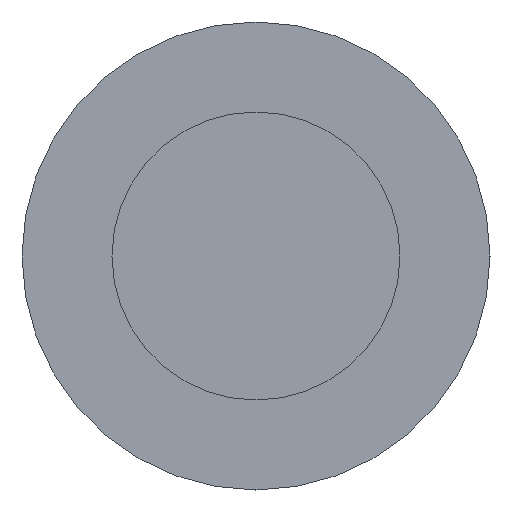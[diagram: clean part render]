
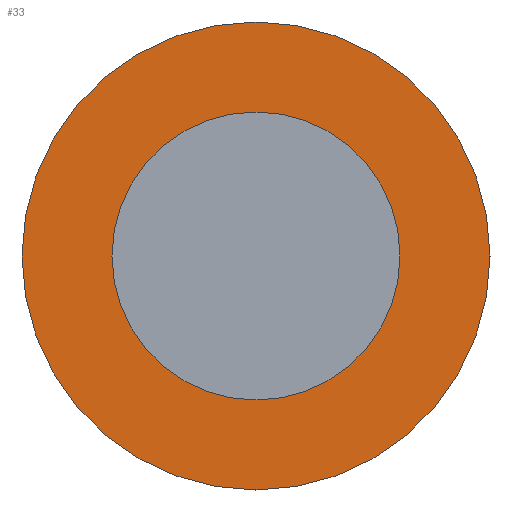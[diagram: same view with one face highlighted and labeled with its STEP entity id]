
A CAD part, left-side view. The second image highlights one B-rep face of the part: STEP entity #33.
In plain terms, the highlighted planar face has unit normal (-1, 0, 0).
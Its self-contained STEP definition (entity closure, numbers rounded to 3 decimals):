
#31 = FACE_BOUND ( 'NONE', #183, .T. ) ;
#33 = ADVANCED_FACE ( 'NONE', ( #31, #331 ), #219, .F. ) ;
#34 = DIRECTION ( 'NONE',  ( -1., 0., 0. ) ) ;
#38 = VERTEX_POINT ( 'NONE', #65 ) ;
#44 = CIRCLE ( 'NONE', #218, 13. ) ;
#65 = CARTESIAN_POINT ( 'NONE',  ( 110.6, 0., -8. ) ) ;
#74 = CARTESIAN_POINT ( 'NONE',  ( 110.6, 0., 0. ) ) ;
#89 = AXIS2_PLACEMENT_3D ( 'NONE', #156, #370, #221 ) ;
#119 = ORIENTED_EDGE ( 'NONE', *, *, #323, .T. ) ;
#123 = DIRECTION ( 'NONE',  ( 1., 0., 0. ) ) ;
#127 = AXIS2_PLACEMENT_3D ( 'NONE', #188, #123, #345 ) ;
#146 = EDGE_CURVE ( 'NONE', #306, #330, #253, .T. ) ;
#156 = CARTESIAN_POINT ( 'NONE',  ( 110.6, 0., 0. ) ) ;
#163 = ORIENTED_EDGE ( 'NONE', *, *, #205, .F. ) ;
#183 = EDGE_LOOP ( 'NONE', ( #235, #163 ) ) ;
#188 = CARTESIAN_POINT ( 'NONE',  ( 110.6, 8., 0. ) ) ;
#204 = DIRECTION ( 'NONE',  ( -1., 0., 0. ) ) ;
#205 = EDGE_CURVE ( 'NONE', #38, #220, #358, .T. ) ;
#210 = DIRECTION ( 'NONE',  ( -1., 0., 0. ) ) ;
#218 = AXIS2_PLACEMENT_3D ( 'NONE', #74, #204, #322 ) ;
#219 = PLANE ( 'NONE',  #127 ) ;
#220 = VERTEX_POINT ( 'NONE', #387 ) ;
#221 = DIRECTION ( 'NONE',  ( 0., 0., 1. ) ) ;
#224 = CARTESIAN_POINT ( 'NONE',  ( 110.6, 0., 0. ) ) ;
#226 = AXIS2_PLACEMENT_3D ( 'NONE', #300, #210, #332 ) ;
#235 = ORIENTED_EDGE ( 'NONE', *, *, #402, .F. ) ;
#253 = CIRCLE ( 'NONE', #383, 13. ) ;
#260 = DIRECTION ( 'NONE',  ( 0., 0., 1. ) ) ;
#300 = CARTESIAN_POINT ( 'NONE',  ( 110.6, 0., 0. ) ) ;
#306 = VERTEX_POINT ( 'NONE', #394 ) ;
#322 = DIRECTION ( 'NONE',  ( 0., 0., 1. ) ) ;
#323 = EDGE_CURVE ( 'NONE', #330, #306, #44, .T. ) ;
#330 = VERTEX_POINT ( 'NONE', #334 ) ;
#331 = FACE_OUTER_BOUND ( 'NONE', #401, .T. ) ;
#332 = DIRECTION ( 'NONE',  ( 0., 0., 1. ) ) ;
#334 = CARTESIAN_POINT ( 'NONE',  ( 110.6, 0., 13. ) ) ;
#338 = CIRCLE ( 'NONE', #226, 8. ) ;
#339 = ORIENTED_EDGE ( 'NONE', *, *, #146, .T. ) ;
#345 = DIRECTION ( 'NONE',  ( 0., 0., -1. ) ) ;
#358 = CIRCLE ( 'NONE', #89, 8. ) ;
#370 = DIRECTION ( 'NONE',  ( -1., 0., 0. ) ) ;
#383 = AXIS2_PLACEMENT_3D ( 'NONE', #224, #34, #260 ) ;
#387 = CARTESIAN_POINT ( 'NONE',  ( 110.6, 0., 8. ) ) ;
#394 = CARTESIAN_POINT ( 'NONE',  ( 110.6, 0., -13. ) ) ;
#401 = EDGE_LOOP ( 'NONE', ( #119, #339 ) ) ;
#402 = EDGE_CURVE ( 'NONE', #220, #38, #338, .T. ) ;
